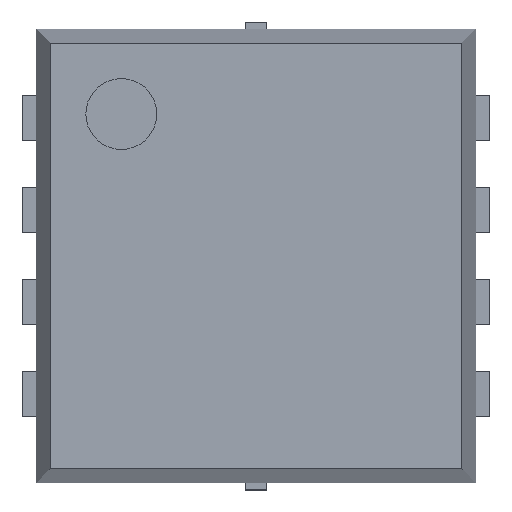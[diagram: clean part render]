
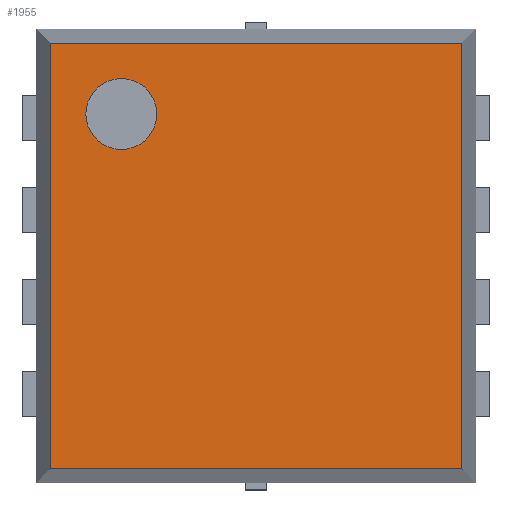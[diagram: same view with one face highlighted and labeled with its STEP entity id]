
A CAD part, top view. The second image highlights one B-rep face of the part: STEP entity #1955.
In plain terms, the highlighted planar face has unit normal (0, 0, 1).
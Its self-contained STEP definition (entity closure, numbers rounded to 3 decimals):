
#16=FACE_BOUND('',#224,.T.);
#18=CIRCLE('',#2078,0.25);
#108=FACE_OUTER_BOUND('',#223,.T.);
#223=EDGE_LOOP('',(#1531,#1532,#1533,#1534));
#224=EDGE_LOOP('',(#1535));
#410=LINE('',#2924,#674);
#412=LINE('',#2929,#676);
#417=LINE('',#2937,#681);
#419=LINE('',#2940,#683);
#674=VECTOR('',#2394,2.9);
#676=VECTOR('',#2398,2.9);
#681=VECTOR('',#2405,3.);
#683=VECTOR('',#2409,3.);
#893=VERTEX_POINT('',#2914);
#896=VERTEX_POINT('',#2921);
#897=VERTEX_POINT('',#2923);
#898=VERTEX_POINT('',#2927);
#899=VERTEX_POINT('',#2928);
#1115=EDGE_CURVE('',#893,#893,#18,.T.);
#1118=EDGE_CURVE('',#896,#897,#410,.T.);
#1120=EDGE_CURVE('',#898,#899,#412,.T.);
#1125=EDGE_CURVE('',#899,#896,#417,.T.);
#1127=EDGE_CURVE('',#897,#898,#419,.T.);
#1531=ORIENTED_EDGE('',*,*,#1120,.F.);
#1532=ORIENTED_EDGE('',*,*,#1127,.F.);
#1533=ORIENTED_EDGE('',*,*,#1118,.F.);
#1534=ORIENTED_EDGE('',*,*,#1125,.F.);
#1535=ORIENTED_EDGE('',*,*,#1115,.T.);
#1841=PLANE('',#2084);
#1955=ADVANCED_FACE('',(#108,#16),#1841,.F.);
#2078=AXIS2_PLACEMENT_3D('',#2915,#2386,#2387);
#2084=AXIS2_PLACEMENT_3D('',#2941,#2410,#2411);
#2386=DIRECTION('center_axis',(0.,0.,-1.));
#2387=DIRECTION('ref_axis',(0.,1.,0.));
#2394=DIRECTION('',(1.,0.,0.));
#2398=DIRECTION('',(-1.,0.,0.));
#2405=DIRECTION('',(0.,1.,0.));
#2409=DIRECTION('',(0.,-1.,0.));
#2410=DIRECTION('center_axis',(0.,0.,-1.));
#2411=DIRECTION('ref_axis',(0.,1.,0.));
#2914=CARTESIAN_POINT('',(-0.95,0.75,0.8));
#2915=CARTESIAN_POINT('Origin',(-0.95,1.,0.8));
#2921=CARTESIAN_POINT('',(-1.45,1.5,0.8));
#2923=CARTESIAN_POINT('',(1.45,1.5,0.8));
#2924=CARTESIAN_POINT('',(0.,1.5,0.8));
#2927=CARTESIAN_POINT('',(1.45,-1.5,0.8));
#2928=CARTESIAN_POINT('',(-1.45,-1.5,0.8));
#2929=CARTESIAN_POINT('',(0.,-1.5,0.8));
#2937=CARTESIAN_POINT('',(-1.45,0.,0.8));
#2940=CARTESIAN_POINT('',(1.45,0.,0.8));
#2941=CARTESIAN_POINT('Origin',(0.,0.,0.8));
